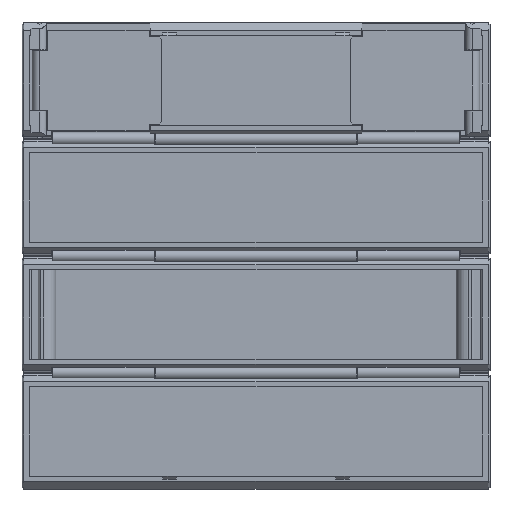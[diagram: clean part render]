
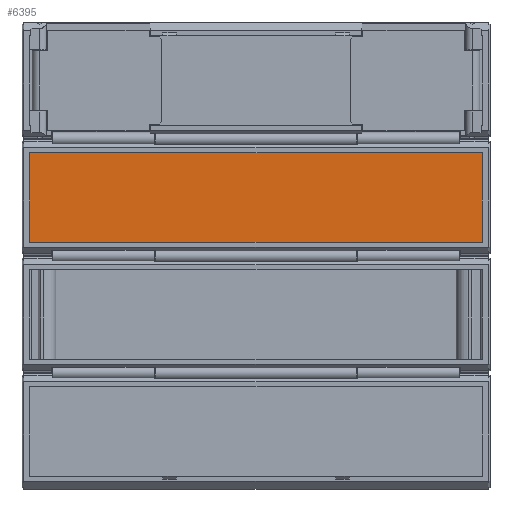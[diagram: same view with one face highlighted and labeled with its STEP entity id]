
A CAD part, top view. The second image highlights one B-rep face of the part: STEP entity #6395.
In plain terms, the highlighted planar face has unit normal (0, 0, 1).
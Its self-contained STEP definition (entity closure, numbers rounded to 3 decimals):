
#612=FACE_OUTER_BOUND('',#1012,.T.);
#1012=EDGE_LOOP('',(#4879,#4880,#4881,#4882));
#1517=LINE('',#9935,#2204);
#1519=LINE('',#9939,#2206);
#1520=LINE('',#9942,#2207);
#1521=LINE('',#9943,#2208);
#2204=VECTOR('',#8030,10.);
#2206=VECTOR('',#8034,10.);
#2207=VECTOR('',#8037,10.);
#2208=VECTOR('',#8038,10.);
#2869=VERTEX_POINT('',#9931);
#2870=VERTEX_POINT('',#9933);
#2871=VERTEX_POINT('',#9937);
#2872=VERTEX_POINT('',#9941);
#3593=EDGE_CURVE('',#2870,#2869,#1517,.F.);
#3595=EDGE_CURVE('',#2869,#2871,#1519,.T.);
#3596=EDGE_CURVE('',#2871,#2872,#1520,.F.);
#3597=EDGE_CURVE('',#2872,#2870,#1521,.T.);
#4879=ORIENTED_EDGE('',*,*,#3596,.F.);
#4880=ORIENTED_EDGE('',*,*,#3595,.F.);
#4881=ORIENTED_EDGE('',*,*,#3593,.F.);
#4882=ORIENTED_EDGE('',*,*,#3597,.F.);
#6076=PLANE('',#6937);
#6395=ADVANCED_FACE('',(#612),#6076,.F.);
#6937=AXIS2_PLACEMENT_3D('',#9940,#8035,#8036);
#8030=DIRECTION('',(0.,-1.,0.));
#8034=DIRECTION('',(1.,0.,0.));
#8035=DIRECTION('center_axis',(0.,0.,-1.));
#8036=DIRECTION('ref_axis',(0.,1.,0.));
#8037=DIRECTION('',(0.,1.,0.));
#8038=DIRECTION('',(-1.,0.,0.));
#9931=CARTESIAN_POINT('',(-89.,86.646,2.5));
#9933=CARTESIAN_POINT('',(-89.,51.354,2.5));
#9935=CARTESIAN_POINT('',(-89.,77.823,2.5));
#9937=CARTESIAN_POINT('',(89.,86.646,2.5));
#9939=CARTESIAN_POINT('',(0.,86.646,2.5));
#9940=CARTESIAN_POINT('Origin',(0.,51.354,2.5));
#9941=CARTESIAN_POINT('',(89.,51.354,2.5));
#9942=CARTESIAN_POINT('',(89.,60.177,2.5));
#9943=CARTESIAN_POINT('',(0.,51.354,2.5));
